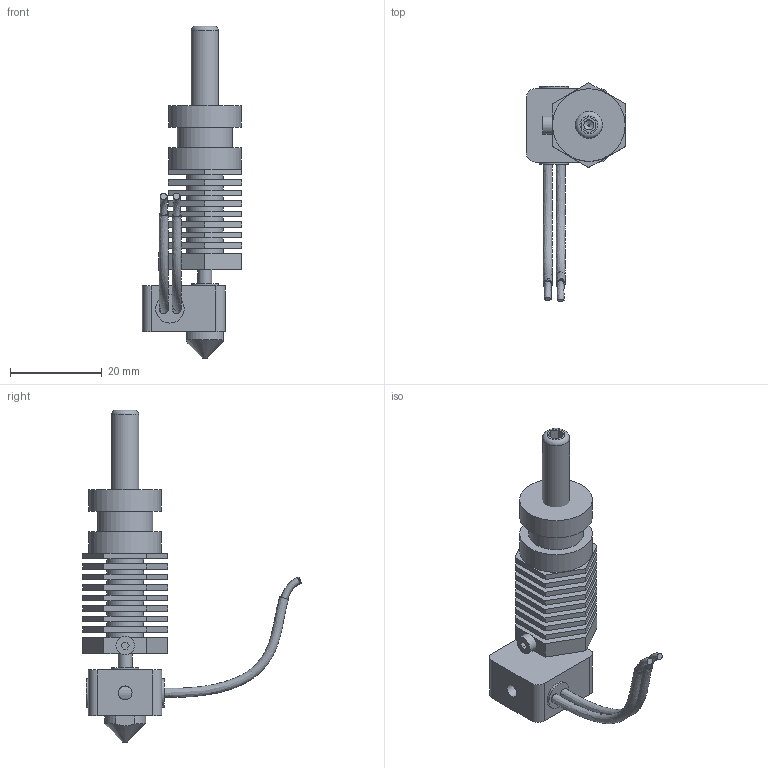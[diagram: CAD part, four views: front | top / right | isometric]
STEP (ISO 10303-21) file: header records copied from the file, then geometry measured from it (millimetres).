
FILE_DESCRIPTION(/* description */ (''),/* implementation_level */ '2;1');
FILE_NAME(/* name */ 'Hexagon Hotend_1.75mm v3.step',/* time_stamp */ '2017-12-06T10:47:03+01:00',/* author */ (''),/* organization */ (''),/* preprocessor_version */ 'ST-DEVELOPER v16.13',/* originating_system */ 'Autodesk Translation Framework v6.5.0.72',/* authorisation */ '');
FILE_SCHEMA (('AUTOMOTIVE_DESIGN { 1 0 10303 214 3 1 1 }'));
Length unit declared in the file: millimetre
Products named in the file (1): Hexagon Hotend_1.75mm
Bounding box: 21.6 x 47.59 x 72.3 mm (x, y, z)
Volume: 9310.5 mm3; surface area: 10495.9 mm2
Topology: 11 solids, 11 shells, 170 faces, 366 edges, 245 vertices
Faces by surface type: plane 123, cylinder 38, bspline 6, cone 2, torus 1
Full cylindrical faces by diameter (mm): 0.4 x1, 1.933 x1, 2 x1, 2.2 x3, 2.3 x1, 3 x4, 4 x1, 5 x2, 5.283 x2, 5.908 x3, 6.18 x2, 8 x8, 12 x1, 15.8 x2
Entity records: 5404 total; most frequent: CARTESIAN_POINT 1532, DIRECTION 770, ORIENTED_EDGE 732, EDGE_CURVE 366, AXIS2_PLACEMENT_3D 257, LINE 256, VECTOR 256, VERTEX_POINT 245
